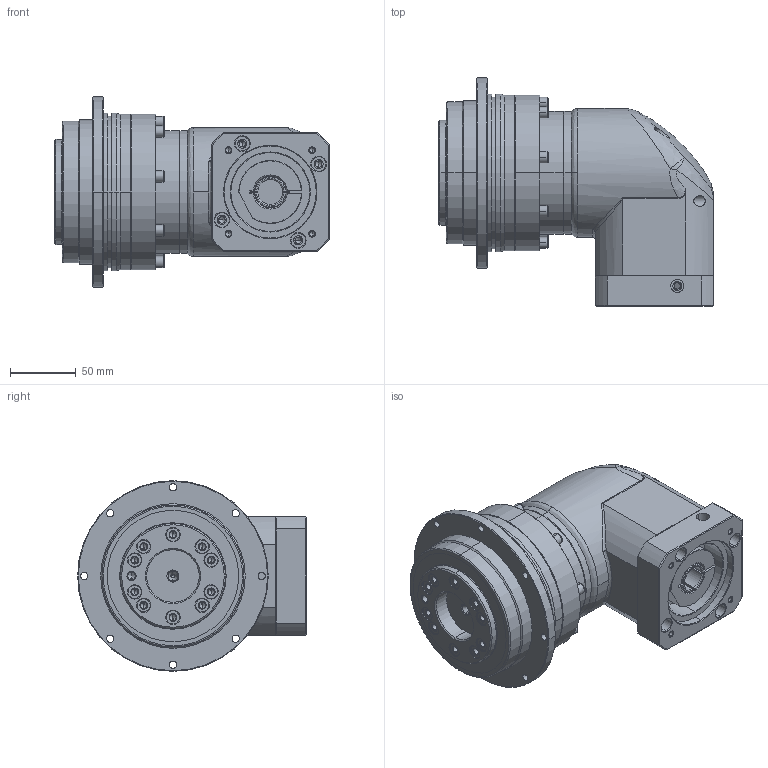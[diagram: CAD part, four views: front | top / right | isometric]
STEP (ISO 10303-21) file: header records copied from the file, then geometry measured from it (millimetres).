
FILE_DESCRIPTION (( 'STEP AP214' ), '1' );
FILE_NAME ('SDL110-L2-19-70-90-M5-M6.STEP', '2022-02-26T00:17:36', ( 'admin' ), ( '' ), 'SwSTEP 2.0', 'SolidWorks 2013', '' );
FILE_SCHEMA (( 'AUTOMOTIVE_DESIGN' ));
Length unit declared in the file: millimetre
Products named in the file (6): SD110-L1; SBL090_X2_6CD55170_X0_-70-90M5; PB115_X2_4E007EA79F7F570863A5_X0_090; SBL090_X2_8F9351658F7495017D2773AF_X0_-19; SDL090-19; SDL110-L2-19-70-90-M5-M6
Assembly tree (5 placements, depth 2):
  SDL110-L2-19-70-90-M5-M6
    SDL090-19
    SBL090_X2_8F9351658F7495017D2773AF_X0_-19
    PB115_X2_4E007EA79F7F570863A5_X0_090
    SBL090_X2_6CD55170_X0_-70-90M5
    SD110-L1
Bounding box: 209.1 x 174 x 145 mm (x, y, z)
Volume: 1952583.2 mm3; surface area: 224603.7 mm2
Topology: 5 solids, 8 shells, 684 faces, 1675 edges, 1018 vertices
Faces by surface type: cylinder 278, cone 184, plane 179, bspline 41, torus 2
Entity records: 30631 total; most frequent: CARTESIAN_POINT 6935, DIRECTION 3479, ORIENTED_EDGE 3190, EDGE_CURVE 1595, AXIS2_PLACEMENT_3D 1380, VERTEX_POINT 1018, EDGE_LOOP 823, CIRCLE 729
